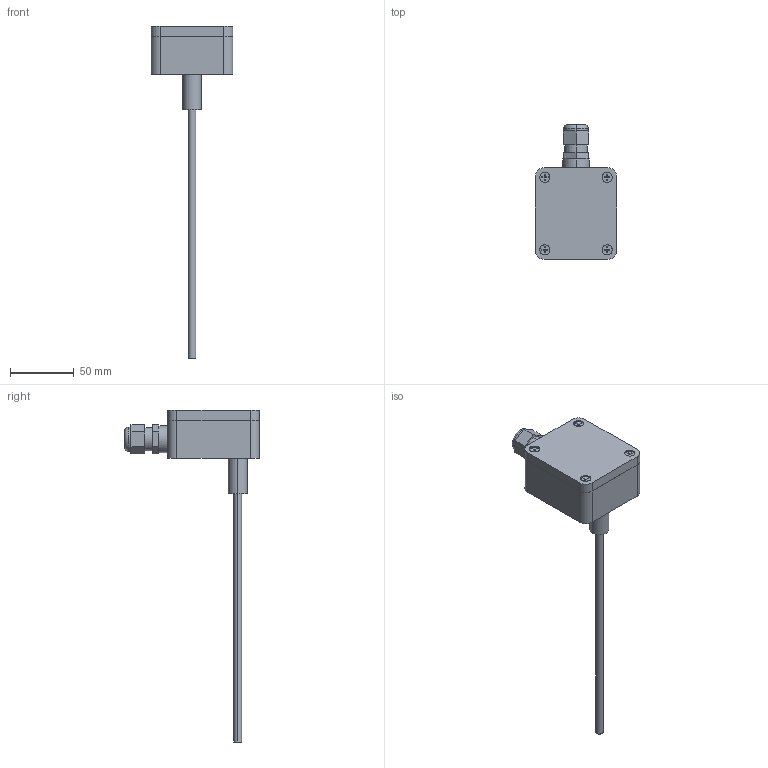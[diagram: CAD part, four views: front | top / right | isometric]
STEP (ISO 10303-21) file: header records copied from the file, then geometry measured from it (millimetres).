
FILE_DESCRIPTION (( 'STEP AP214' ), '1' );
FILE_NAME ('TSD-1-PT100-150 Äàò÷èê òåìïåðàòóðû ïîãðóæíîé NTC10K.STEP', '2020-08-12T10:49:38', ( '' ), ( '' ), 'SwSTEP 2.0', 'SolidWorks 2017', '' );
FILE_SCHEMA (( 'AUTOMOTIVE_DESIGN' ));
Length unit declared in the file: millimetre
Products named in the file (1): TSD-1-PT100-150 Äàò÷èê òåìïåðàòóðû ïîãðóæíîé NTC10K
Bounding box: 64 x 106 x 261 mm (x, y, z)
Volume: 96385.1 mm3; surface area: 47741.7 mm2
Topology: 2 solids, 2 shells, 233 faces, 562 edges, 362 vertices
Faces by surface type: plane 185, cylinder 46, torus 2
Entity records: 6793 total; most frequent: DIRECTION 1162, CARTESIAN_POINT 1158, ORIENTED_EDGE 1124, EDGE_CURVE 562, LINE 430, VECTOR 430, AXIS2_PLACEMENT_3D 366, VERTEX_POINT 362
